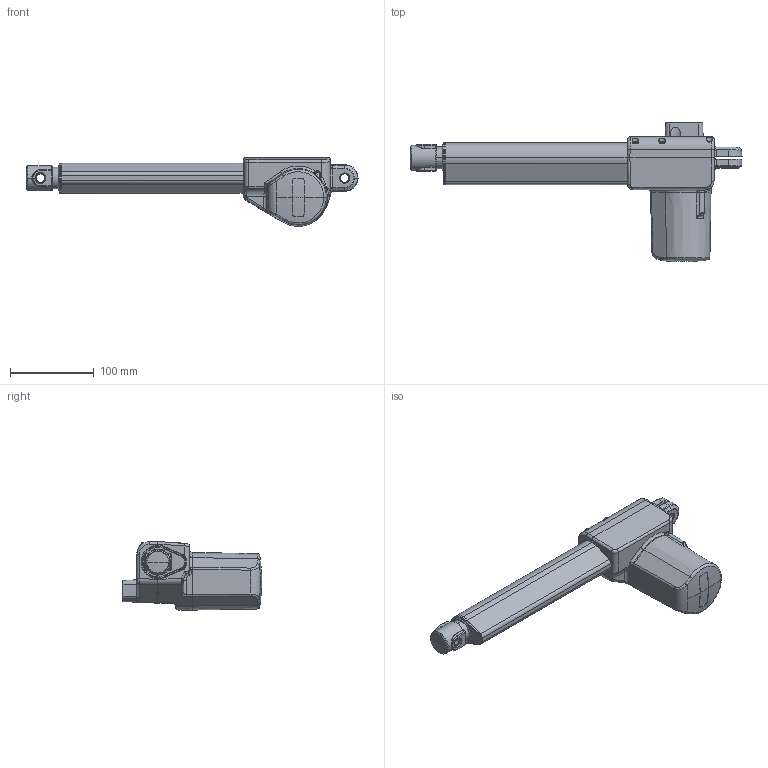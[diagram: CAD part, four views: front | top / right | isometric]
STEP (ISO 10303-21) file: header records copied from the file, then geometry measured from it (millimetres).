
FILE_DESCRIPTION (( 'STEP AP214' ), '1' );
FILE_NAME ('TA14-輕載.STEP', '2015-04-21T04:34:21', ( '' ), ( '' ), 'SwSTEP 2.0', 'SolidWorks 2010', '' );
FILE_SCHEMA (( 'AUTOMOTIVE_DESIGN' ));
Length unit declared in the file: millimetre
Products named in the file (1): TA14-輕載
Bounding box: 396.99 x 166.96 x 82.27 mm (x, y, z)
Surface area: 127177.4 mm2 (no closed solid volume)
Topology: 0 solids, 20 shells, 705 faces, 2264 edges, 1536 vertices
Faces by surface type: plane 191, cylinder 181, bspline 141, torus 104, cone 75, sphere 13
Entity records: 52625 total; most frequent: CARTESIAN_POINT 26721, ORIENTED_EDGE 3619, DIRECTION 3524, EDGE_CURVE 2251, VERTEX_POINT 1536, AXIS2_PLACEMENT_3D 1373, CIRCLE 808, VECTOR 778
